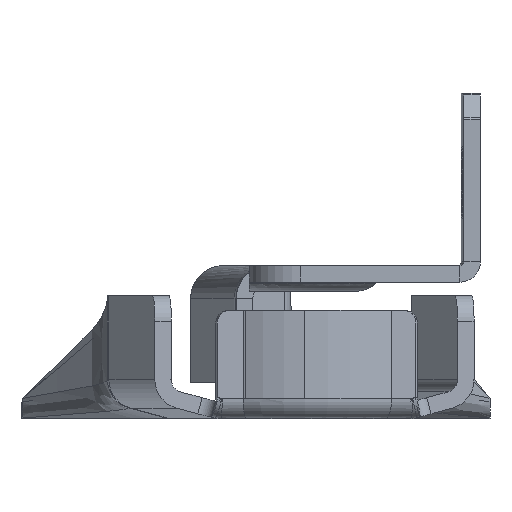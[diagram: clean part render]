
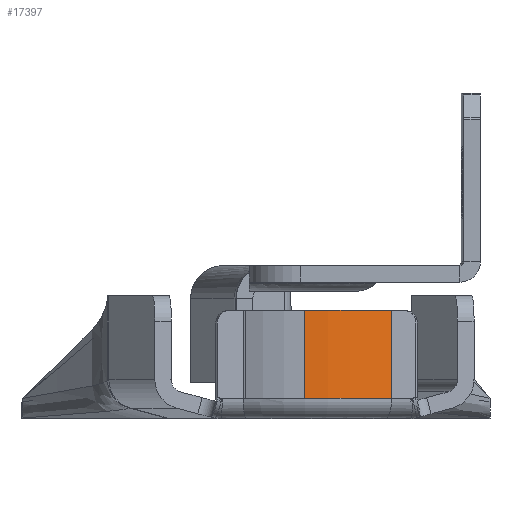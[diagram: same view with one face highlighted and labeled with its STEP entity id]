
A CAD part, left-side view. The second image highlights one B-rep face of the part: STEP entity #17397.
In plain terms, the highlighted cylindrical face has radius 12.3 mm (diameter 24.6 mm), a partial arc.
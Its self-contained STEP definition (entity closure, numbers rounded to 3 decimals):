
#1531 = ORIENTED_EDGE ( 'NONE', *, *, #18563, .T. ) ;
#1738 = VECTOR ( 'NONE', #5266, 1000. ) ;
#2412 = DIRECTION ( 'NONE',  ( 1., 0., 0. ) ) ;
#2585 = FACE_OUTER_BOUND ( 'NONE', #8022, .T. ) ;
#2694 = DIRECTION ( 'NONE',  ( -1., 0., 0. ) ) ;
#3397 = DIRECTION ( 'NONE',  ( 1., 0., 0. ) ) ;
#3785 = CARTESIAN_POINT ( 'NONE',  ( -337.701, -2.904, 0.3 ) ) ;
#5266 = DIRECTION ( 'NONE',  ( 0., 0., -1. ) ) ;
#5954 = CARTESIAN_POINT ( 'NONE',  ( -337.701, -2.904, 7.2 ) ) ;
#6546 = CARTESIAN_POINT ( 'NONE',  ( -337.701, -2.904, 7.2 ) ) ;
#8022 = EDGE_LOOP ( 'NONE', ( #9846, #14316, #1531, #20421 ) ) ;
#8053 = EDGE_CURVE ( 'NONE', #12704, #13583, #10047, .T. ) ;
#8224 = DIRECTION ( 'NONE',  ( 0., 0., -1. ) ) ;
#8247 = LINE ( 'NONE', #11647, #1738 ) ;
#9018 = AXIS2_PLACEMENT_3D ( 'NONE', #5954, #15297, #2694 ) ;
#9846 = ORIENTED_EDGE ( 'NONE', *, *, #18058, .F. ) ;
#10047 = LINE ( 'NONE', #16088, #10139 ) ;
#10139 = VECTOR ( 'NONE', #8224, 1000. ) ;
#10433 = AXIS2_PLACEMENT_3D ( 'NONE', #3785, #11846, #2412 ) ;
#11473 = CARTESIAN_POINT ( 'NONE',  ( -350.001, -2.904, 7.2 ) ) ;
#11647 = CARTESIAN_POINT ( 'NONE',  ( -350.001, -2.904, 7.2 ) ) ;
#11846 = DIRECTION ( 'NONE',  ( 0., 0., 1. ) ) ;
#12094 = AXIS2_PLACEMENT_3D ( 'NONE', #6546, #15032, #3397 ) ;
#12592 = CARTESIAN_POINT ( 'NONE',  ( -350.001, -2.904, 0.3 ) ) ;
#12700 = EDGE_CURVE ( 'NONE', #16181, #14174, #8247, .T. ) ;
#12704 = VERTEX_POINT ( 'NONE', #18238 ) ;
#13583 = VERTEX_POINT ( 'NONE', #18823 ) ;
#14130 = CYLINDRICAL_SURFACE ( 'NONE', #9018, 12.3 ) ;
#14174 = VERTEX_POINT ( 'NONE', #12592 ) ;
#14316 = ORIENTED_EDGE ( 'NONE', *, *, #12700, .T. ) ;
#15032 = DIRECTION ( 'NONE',  ( 0., 0., 1. ) ) ;
#15297 = DIRECTION ( 'NONE',  ( 0., 0., -1. ) ) ;
#16088 = CARTESIAN_POINT ( 'NONE',  ( -347.958, -9.693, 7.2 ) ) ;
#16181 = VERTEX_POINT ( 'NONE', #11473 ) ;
#16854 = CIRCLE ( 'NONE', #10433, 12.3 ) ;
#17397 = ADVANCED_FACE ( 'NONE', ( #2585 ), #14130, .T. ) ;
#18058 = EDGE_CURVE ( 'NONE', #16181, #12704, #20210, .T. ) ;
#18238 = CARTESIAN_POINT ( 'NONE',  ( -347.958, -9.693, 7.2 ) ) ;
#18563 = EDGE_CURVE ( 'NONE', #14174, #13583, #16854, .T. ) ;
#18823 = CARTESIAN_POINT ( 'NONE',  ( -347.958, -9.693, 0.3 ) ) ;
#20210 = CIRCLE ( 'NONE', #12094, 12.3 ) ;
#20421 = ORIENTED_EDGE ( 'NONE', *, *, #8053, .F. ) ;
